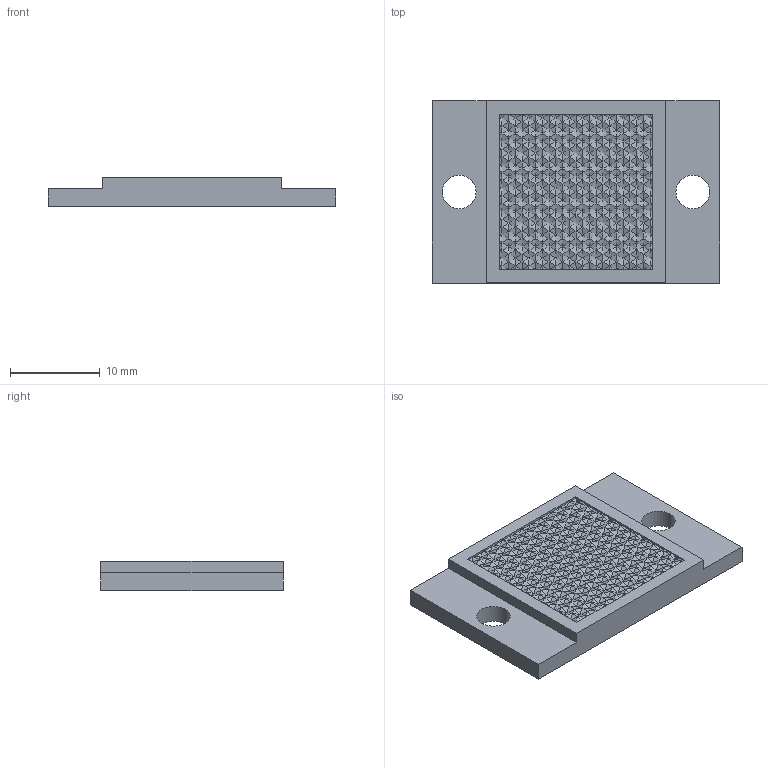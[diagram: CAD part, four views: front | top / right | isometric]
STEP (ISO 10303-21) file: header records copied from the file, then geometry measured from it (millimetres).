
FILE_DESCRIPTION(('Creo Elements/Direct Modeling STEP Export'),'2;1');
FILE_NAME('EM120-20.stp','2017-08-30T12:29:24',('Palle Edslev '),('EDSLEV A/S'),'Creo Elements/Direct Modeling STEP processor for AP214 (Solid Model)','Creo Elements/Direct Modeling 18.1H 24-Oct-2015 (C) Parametric Technology GmbH','');
FILE_SCHEMA(('AUTOMOTIVE_DESIGN { 1 0 10303 214 1 1 1 1 }'));
Length unit declared in the file: millimetre
Products named in the file (1): EM120-20
Bounding box: 32 x 20.26 x 3.24 mm (x, y, z)
Volume: 1648.8 mm3; surface area: 1652.6 mm2
Topology: 1 solids, 1 shells, 1007 faces, 1662 edges, 659 vertices
Faces by surface type: plane 1003, cylinder 4
Entity records: 20997 total; most frequent: DIRECTION 3664, ORIENTED_EDGE 3324, CARTESIAN_POINT 3316, EDGE_CURVE 1662, VECTOR 1650, LINE 1650, EDGE_LOOP 1013, AXIS2_PLACEMENT_3D 1007
